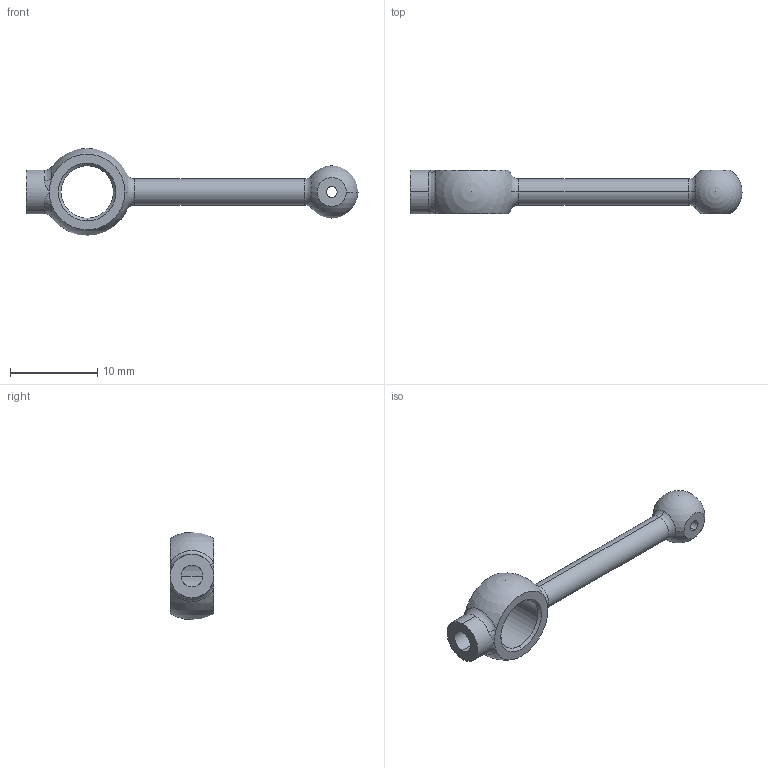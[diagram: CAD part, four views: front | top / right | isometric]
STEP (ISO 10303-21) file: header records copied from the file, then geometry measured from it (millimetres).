
FILE_DESCRIPTION (( 'STEP AP203' ), '1' );
FILE_NAME ('CTT0019.STEP', '2018-08-06T16:15:17', ( '' ), ( '' ), 'SwSTEP 2.0', 'SolidWorks 2016', '' );
FILE_SCHEMA (( 'CONFIG_CONTROL_DESIGN' ));
Length unit declared in the file: millimetre
Products named in the file (1): CTT0019
Bounding box: 38 x 5 x 10 mm (x, y, z)
Volume: 490.4 mm3; surface area: 674.7 mm2
Topology: 1 solids, 1 shells, 34 faces, 105 edges, 64 vertices
Faces by surface type: cylinder 10, torus 7, plane 5, cone 4, sphere 4, bspline 4
Entity records: 1272 total; most frequent: CARTESIAN_POINT 316, DIRECTION 209, ORIENTED_EDGE 178, AXIS2_PLACEMENT_3D 97, EDGE_CURVE 89, CIRCLE 66, VERTEX_POINT 56, EDGE_LOOP 39
